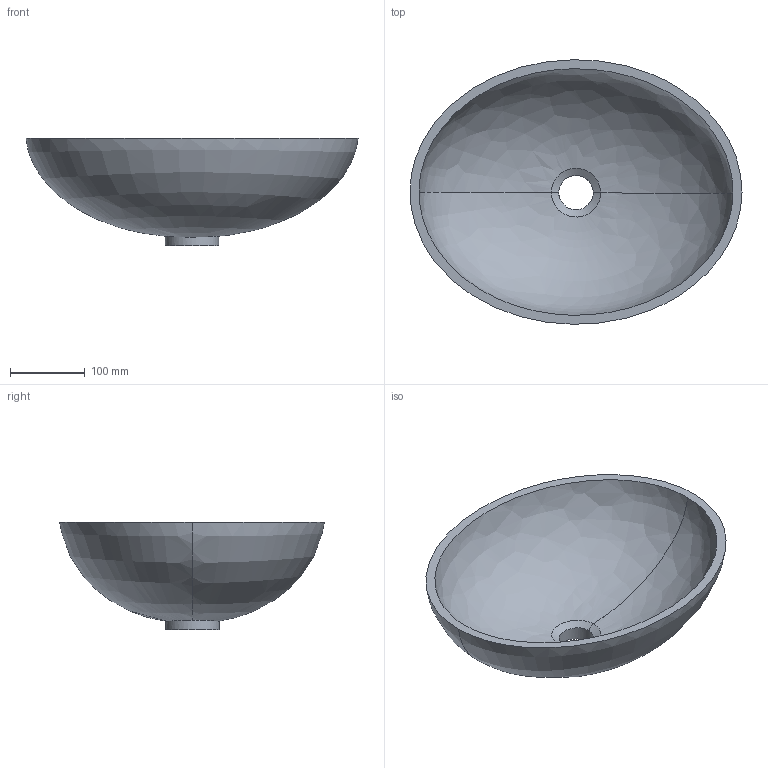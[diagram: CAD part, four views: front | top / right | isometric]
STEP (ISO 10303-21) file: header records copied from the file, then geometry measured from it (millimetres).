
FILE_DESCRIPTION(/* description */ (''),/* implementation_level */ '2;1');
FILE_NAME(/* name */ '731',/* time_stamp */ '2018-11-04T13:49:01+08:00',/* author */ (''),/* organization */ (''),/* preprocessor_version */ 'ST-DEVELOPER v9',/* originating_system */ 'UGS - NX 4.0',/* authorisation */ '');
FILE_SCHEMA (('CONFIG_CONTROL_DESIGN'));
Length unit declared in the file: millimetre
Products named in the file (1): Admi0F23gfok
Bounding box: 443.64 x 353.58 x 143 mm (x, y, z)
Volume: 2165894.1 mm3; surface area: 374452.1 mm2
Topology: 1 solids, 1 shells, 10 faces, 26 edges, 18 vertices
Faces by surface type: bspline 6, plane 2, cylinder 2
Full cylindrical faces by diameter (mm): 46 x1, 71.523 x1
Entity records: 13348 total; most frequent: CARTESIAN_POINT 13085, ORIENTED_EDGE 44, EDGE_CURVE 22, B_SPLINE_CURVE_WITH_KNOTS 20, VERTEX_POINT 16, EDGE_LOOP 14, DIRECTION 14, ADVANCED_FACE 10
